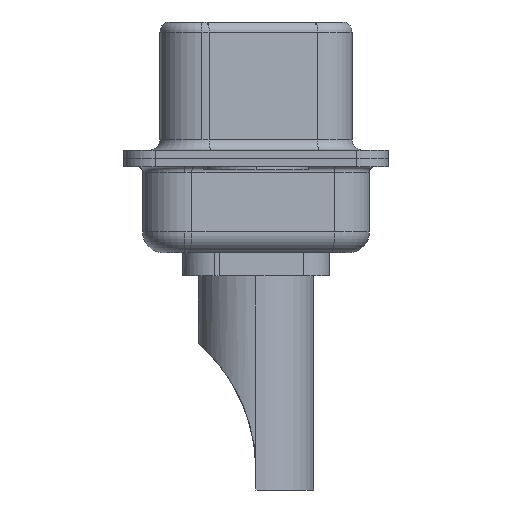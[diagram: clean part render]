
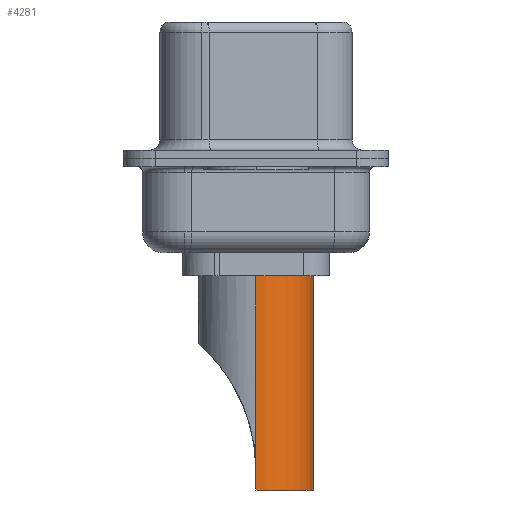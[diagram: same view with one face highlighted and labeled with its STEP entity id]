
A CAD part, left-side view. The second image highlights one B-rep face of the part: STEP entity #4281.
In plain terms, the highlighted cylindrical face has radius 2.75 mm (diameter 5.5 mm), a partial arc.
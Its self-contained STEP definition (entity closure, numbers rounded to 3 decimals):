
#478 = VECTOR ( 'NONE', #12087, 1000. ) ;
#952 = ORIENTED_EDGE ( 'NONE', *, *, #10659, .F. ) ;
#982 = VECTOR ( 'NONE', #8083, 1000. ) ;
#983 = EDGE_CURVE ( 'NONE', #3195, #1285, #3863, .T. ) ;
#1285 = VERTEX_POINT ( 'NONE', #13529 ) ;
#1364 = AXIS2_PLACEMENT_3D ( 'NONE', #2104, #9807, #13280 ) ;
#1656 = VERTEX_POINT ( 'NONE', #3250 ) ;
#2006 = EDGE_LOOP ( 'NONE', ( #3981, #7998, #12597, #952, #11207, #7074 ) ) ;
#2104 = CARTESIAN_POINT ( 'NONE',  ( 0., 0., 1.5 ) ) ;
#2405 = LINE ( 'NONE', #5816, #3453 ) ;
#2566 = FACE_OUTER_BOUND ( 'NONE', #2006, .T. ) ;
#2658 = DIRECTION ( 'NONE',  ( 0., 0., 1. ) ) ;
#2919 = EDGE_CURVE ( 'NONE', #1656, #6319, #2405, .T. ) ;
#3195 = VERTEX_POINT ( 'NONE', #11564 ) ;
#3250 = CARTESIAN_POINT ( 'NONE',  ( 2.75, 0., -7.764 ) ) ;
#3356 = AXIS2_PLACEMENT_3D ( 'NONE', #13053, #7416, #10700 ) ;
#3453 = VECTOR ( 'NONE', #7976, 1000. ) ;
#3582 = LINE ( 'NONE', #4860, #7866 ) ;
#3863 = CIRCLE ( 'NONE', #3356, 2.75 ) ;
#3981 = ORIENTED_EDGE ( 'NONE', *, *, #5259, .F. ) ;
#4281 = ADVANCED_FACE ( 'NONE', ( #2566 ), #5487, .T. ) ;
#4860 = CARTESIAN_POINT ( 'NONE',  ( -2.75, 0., 4.234 ) ) ;
#5259 = EDGE_CURVE ( 'NONE', #6664, #6708, #3582, .T. ) ;
#5261 = CARTESIAN_POINT ( 'NONE',  ( -2.75, 0., 1.5 ) ) ;
#5270 = DIRECTION ( 'NONE',  ( 1., 0., 0. ) ) ;
#5376 = EDGE_CURVE ( 'NONE', #6708, #6319, #12045, .T. ) ;
#5447 = CARTESIAN_POINT ( 'NONE',  ( 2.75, 0., 1.5 ) ) ;
#5487 = CYLINDRICAL_SURFACE ( 'NONE', #6628, 2.75 ) ;
#5816 = CARTESIAN_POINT ( 'NONE',  ( 2.75, 0., 4.234 ) ) ;
#6276 = CARTESIAN_POINT ( 'NONE',  ( -2.75, 0., -7.764 ) ) ;
#6319 = VERTEX_POINT ( 'NONE', #5447 ) ;
#6421 = CARTESIAN_POINT ( 'NONE',  ( 0., 0., 4.234 ) ) ;
#6628 = AXIS2_PLACEMENT_3D ( 'NONE', #6421, #9650, #5270 ) ;
#6664 = VERTEX_POINT ( 'NONE', #6276 ) ;
#6708 = VERTEX_POINT ( 'NONE', #5261 ) ;
#7074 = ORIENTED_EDGE ( 'NONE', *, *, #5376, .F. ) ;
#7416 = DIRECTION ( 'NONE',  ( 0., 0., 1. ) ) ;
#7866 = VECTOR ( 'NONE', #2658, 1000. ) ;
#7976 = DIRECTION ( 'NONE',  ( 0., 0., 1. ) ) ;
#7998 = ORIENTED_EDGE ( 'NONE', *, *, #11848, .T. ) ;
#8083 = DIRECTION ( 'NONE',  ( 0., 0., -1. ) ) ;
#9650 = DIRECTION ( 'NONE',  ( 0., 0., 1. ) ) ;
#9807 = DIRECTION ( 'NONE',  ( 0., 0., 1. ) ) ;
#10659 = EDGE_CURVE ( 'NONE', #1656, #1285, #13654, .T. ) ;
#10700 = DIRECTION ( 'NONE',  ( 1., 0., 0. ) ) ;
#11094 = CARTESIAN_POINT ( 'NONE',  ( 2.75, 0., -8.7 ) ) ;
#11207 = ORIENTED_EDGE ( 'NONE', *, *, #2919, .T. ) ;
#11564 = CARTESIAN_POINT ( 'NONE',  ( -2.75, 0., -8.7 ) ) ;
#11848 = EDGE_CURVE ( 'NONE', #6664, #3195, #13612, .T. ) ;
#12045 = CIRCLE ( 'NONE', #1364, 2.75 ) ;
#12087 = DIRECTION ( 'NONE',  ( 0., 0., -1. ) ) ;
#12520 = CARTESIAN_POINT ( 'NONE',  ( -2.75, 0., -8.7 ) ) ;
#12597 = ORIENTED_EDGE ( 'NONE', *, *, #983, .T. ) ;
#13053 = CARTESIAN_POINT ( 'NONE',  ( 0., 0., -8.7 ) ) ;
#13280 = DIRECTION ( 'NONE',  ( 1., 0., 0. ) ) ;
#13529 = CARTESIAN_POINT ( 'NONE',  ( 2.75, 0., -8.7 ) ) ;
#13612 = LINE ( 'NONE', #12520, #982 ) ;
#13654 = LINE ( 'NONE', #11094, #478 ) ;
